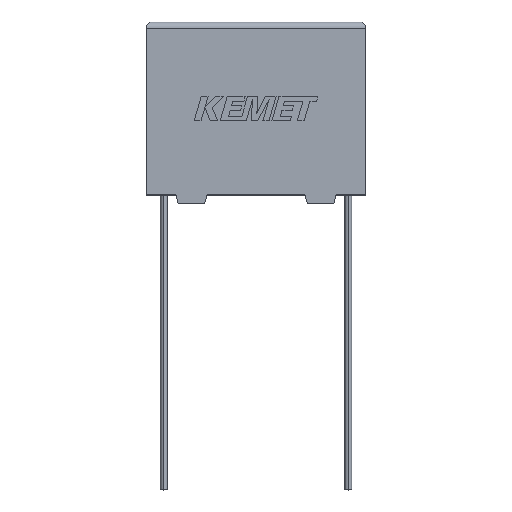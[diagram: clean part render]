
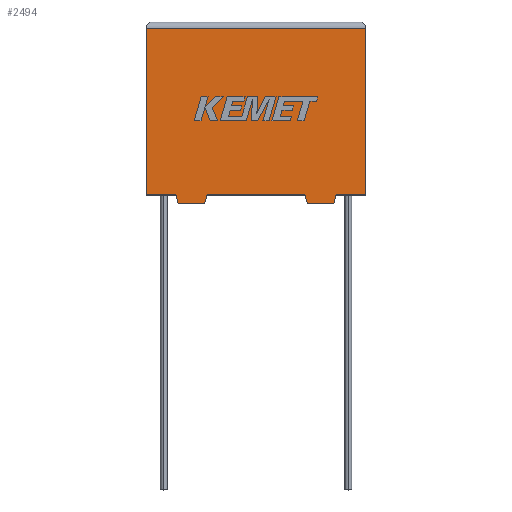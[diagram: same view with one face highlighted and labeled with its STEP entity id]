
A CAD part, top view. The second image highlights one B-rep face of the part: STEP entity #2494.
In plain terms, the highlighted planar face has unit normal (0, 0, 1).
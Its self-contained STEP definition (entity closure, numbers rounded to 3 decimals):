
#6 = EDGE_CURVE ( 'NONE', #1995, #1371, #536, .T. ) ;
#23 = EDGE_CURVE ( 'NONE', #1042, #415, #1532, .T. ) ;
#166 = CARTESIAN_POINT ( 'NONE',  ( 23.187, 0., 13.2 ) ) ;
#243 = EDGE_CURVE ( 'NONE', #1995, #959, #533, .T. ) ;
#253 = DIRECTION ( 'NONE',  ( -0.289, 0.957, 0. ) ) ;
#290 = ORIENTED_EDGE ( 'NONE', *, *, #1177, .T. ) ;
#316 = AXIS2_PLACEMENT_3D ( 'NONE', #1346, #1864, #2356 ) ;
#337 = DIRECTION ( 'NONE',  ( 0., 1., 0. ) ) ;
#374 = PLANE ( 'NONE',  #316 ) ;
#391 = VERTEX_POINT ( 'NONE', #2676 ) ;
#415 = VERTEX_POINT ( 'NONE', #735 ) ;
#416 = VECTOR ( 'NONE', #1149, 1000. ) ;
#469 = CARTESIAN_POINT ( 'NONE',  ( 19.665, -0.994, 13.2 ) ) ;
#507 = LINE ( 'NONE', #1152, #2337 ) ;
#522 = EDGE_CURVE ( 'NONE', #415, #391, #684, .T. ) ;
#533 = LINE ( 'NONE', #2091, #2282 ) ;
#536 = LINE ( 'NONE', #2003, #1853 ) ;
#566 = DIRECTION ( 'NONE',  ( 0., -1., 0. ) ) ;
#680 = EDGE_CURVE ( 'NONE', #959, #2234, #788, .T. ) ;
#684 = LINE ( 'NONE', #2915, #2451 ) ;
#690 = ORIENTED_EDGE ( 'NONE', *, *, #2557, .T. ) ;
#732 = LINE ( 'NONE', #2073, #2807 ) ;
#735 = CARTESIAN_POINT ( 'NONE',  ( 7.135, -0.994, 13.2 ) ) ;
#759 = LINE ( 'NONE', #1928, #998 ) ;
#788 = LINE ( 'NONE', #3064, #2599 ) ;
#823 = VERTEX_POINT ( 'NONE', #1904 ) ;
#836 = EDGE_CURVE ( 'NONE', #1371, #823, #1063, .T. ) ;
#959 = VERTEX_POINT ( 'NONE', #1247 ) ;
#988 = EDGE_CURVE ( 'NONE', #823, #2032, #2394, .T. ) ;
#998 = VECTOR ( 'NONE', #2957, 1000. ) ;
#1040 = ORIENTED_EDGE ( 'NONE', *, *, #6, .F. ) ;
#1042 = VERTEX_POINT ( 'NONE', #2498 ) ;
#1053 = LINE ( 'NONE', #2687, #2267 ) ;
#1063 = LINE ( 'NONE', #1445, #416 ) ;
#1149 = DIRECTION ( 'NONE',  ( -1., 0., 0. ) ) ;
#1152 = CARTESIAN_POINT ( 'NONE',  ( 0., 0., 13.2 ) ) ;
#1154 = ORIENTED_EDGE ( 'NONE', *, *, #243, .T. ) ;
#1173 = ORIENTED_EDGE ( 'NONE', *, *, #2031, .T. ) ;
#1177 = EDGE_CURVE ( 'NONE', #1324, #1730, #1871, .T. ) ;
#1247 = CARTESIAN_POINT ( 'NONE',  ( 26.8, 0., 13.2 ) ) ;
#1289 = ORIENTED_EDGE ( 'NONE', *, *, #1950, .T. ) ;
#1324 = VERTEX_POINT ( 'NONE', #2641 ) ;
#1346 = CARTESIAN_POINT ( 'NONE',  ( 0., 0., 13.2 ) ) ;
#1371 = VERTEX_POINT ( 'NONE', #1885 ) ;
#1413 = ORIENTED_EDGE ( 'NONE', *, *, #836, .F. ) ;
#1434 = DIRECTION ( 'NONE',  ( 0.289, -0.957, 0. ) ) ;
#1445 = CARTESIAN_POINT ( 'NONE',  ( 22.887, -0.994, 13.2 ) ) ;
#1519 = ORIENTED_EDGE ( 'NONE', *, *, #680, .T. ) ;
#1532 = LINE ( 'NONE', #3248, #2249 ) ;
#1627 = DIRECTION ( 'NONE',  ( 1., 0., 0. ) ) ;
#1633 = VECTOR ( 'NONE', #566, 1000. ) ;
#1730 = VERTEX_POINT ( 'NONE', #1799 ) ;
#1751 = VECTOR ( 'NONE', #253, 1000. ) ;
#1773 = ORIENTED_EDGE ( 'NONE', *, *, #2020, .T. ) ;
#1798 = ORIENTED_EDGE ( 'NONE', *, *, #23, .T. ) ;
#1799 = CARTESIAN_POINT ( 'NONE',  ( 0., 0., 13.2 ) ) ;
#1806 = VERTEX_POINT ( 'NONE', #2585 ) ;
#1843 = CARTESIAN_POINT ( 'NONE',  ( 19.365, 0., 13.2 ) ) ;
#1853 = VECTOR ( 'NONE', #2522, 1000. ) ;
#1864 = DIRECTION ( 'NONE',  ( 0., 0., -1. ) ) ;
#1871 = LINE ( 'NONE', #3103, #1633 ) ;
#1885 = CARTESIAN_POINT ( 'NONE',  ( 22.887, -0.994, 13.2 ) ) ;
#1904 = CARTESIAN_POINT ( 'NONE',  ( 19.665, -0.994, 13.2 ) ) ;
#1928 = CARTESIAN_POINT ( 'NONE',  ( 0., 20.309, 13.2 ) ) ;
#1950 = EDGE_CURVE ( 'NONE', #391, #2032, #507, .T. ) ;
#1981 = DIRECTION ( 'NONE',  ( 1., 0., 0. ) ) ;
#1995 = VERTEX_POINT ( 'NONE', #166 ) ;
#2003 = CARTESIAN_POINT ( 'NONE',  ( 23.187, 0., 13.2 ) ) ;
#2020 = EDGE_CURVE ( 'NONE', #1806, #1042, #1053, .T. ) ;
#2031 = EDGE_CURVE ( 'NONE', #1730, #1806, #732, .T. ) ;
#2032 = VERTEX_POINT ( 'NONE', #1843 ) ;
#2036 = CARTESIAN_POINT ( 'NONE',  ( 26.8, 20.309, 13.2 ) ) ;
#2073 = CARTESIAN_POINT ( 'NONE',  ( 0., 0., 13.2 ) ) ;
#2091 = CARTESIAN_POINT ( 'NONE',  ( 0., 0., 13.2 ) ) ;
#2135 = FACE_OUTER_BOUND ( 'NONE', #2213, .T. ) ;
#2175 = DIRECTION ( 'NONE',  ( 0.289, 0.957, 0. ) ) ;
#2210 = ORIENTED_EDGE ( 'NONE', *, *, #988, .F. ) ;
#2213 = EDGE_LOOP ( 'NONE', ( #1519, #690, #290, #1173, #1773, #1798, #2331, #1289, #2210, #1413, #1040, #1154 ) ) ;
#2234 = VERTEX_POINT ( 'NONE', #2036 ) ;
#2249 = VECTOR ( 'NONE', #1981, 1000. ) ;
#2267 = VECTOR ( 'NONE', #1434, 1000. ) ;
#2282 = VECTOR ( 'NONE', #1627, 1000. ) ;
#2331 = ORIENTED_EDGE ( 'NONE', *, *, #522, .T. ) ;
#2337 = VECTOR ( 'NONE', #3150, 1000. ) ;
#2356 = DIRECTION ( 'NONE',  ( -1., 0., 0. ) ) ;
#2394 = LINE ( 'NONE', #469, #1751 ) ;
#2412 = DIRECTION ( 'NONE',  ( 1., 0., 0. ) ) ;
#2451 = VECTOR ( 'NONE', #2175, 1000. ) ;
#2494 = ADVANCED_FACE ( 'NONE', ( #2135 ), #374, .F. ) ;
#2498 = CARTESIAN_POINT ( 'NONE',  ( 3.913, -0.994, 13.2 ) ) ;
#2522 = DIRECTION ( 'NONE',  ( -0.289, -0.957, 0. ) ) ;
#2557 = EDGE_CURVE ( 'NONE', #2234, #1324, #759, .T. ) ;
#2585 = CARTESIAN_POINT ( 'NONE',  ( 3.613, 0., 13.2 ) ) ;
#2599 = VECTOR ( 'NONE', #337, 1000. ) ;
#2641 = CARTESIAN_POINT ( 'NONE',  ( 0., 20.309, 13.2 ) ) ;
#2676 = CARTESIAN_POINT ( 'NONE',  ( 7.435, 0., 13.2 ) ) ;
#2687 = CARTESIAN_POINT ( 'NONE',  ( 3.613, 0., 13.2 ) ) ;
#2807 = VECTOR ( 'NONE', #2412, 1000. ) ;
#2915 = CARTESIAN_POINT ( 'NONE',  ( 7.135, -0.994, 13.2 ) ) ;
#2957 = DIRECTION ( 'NONE',  ( -1., 0., 0. ) ) ;
#3064 = CARTESIAN_POINT ( 'NONE',  ( 26.8, 0., 13.2 ) ) ;
#3103 = CARTESIAN_POINT ( 'NONE',  ( 0., 0., 13.2 ) ) ;
#3150 = DIRECTION ( 'NONE',  ( 1., 0., 0. ) ) ;
#3248 = CARTESIAN_POINT ( 'NONE',  ( 3.913, -0.994, 13.2 ) ) ;
